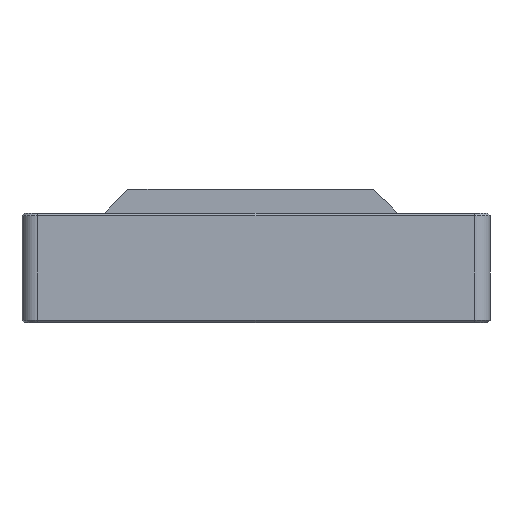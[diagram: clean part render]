
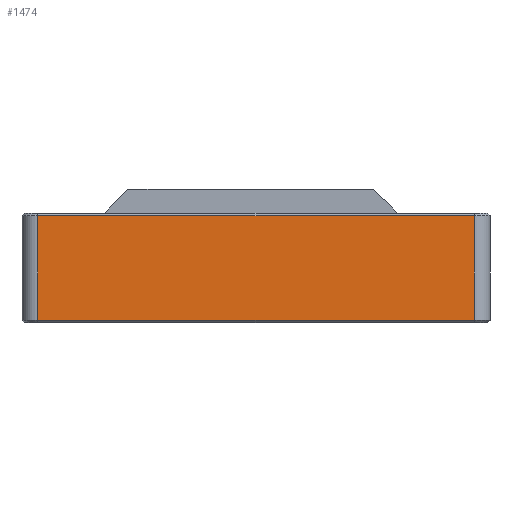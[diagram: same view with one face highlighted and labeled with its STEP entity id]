
A CAD part, front view. The second image highlights one B-rep face of the part: STEP entity #1474.
In plain terms, the highlighted planar face has unit normal (0, -1, 0).
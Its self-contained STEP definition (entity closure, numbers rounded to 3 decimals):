
#1375 = VERTEX_POINT('',#1376);
#1376 = CARTESIAN_POINT('',(-27.13,-50.247,
    -5.979));
#1400 = VERTEX_POINT('',#1401);
#1401 = CARTESIAN_POINT('',(28.67,-50.247,
    -5.979));
#1407 = EDGE_CURVE('',#1400,#1375,#1408,.T.);
#1408 = LINE('',#1409,#1410);
#1409 = CARTESIAN_POINT('',(0.77,-50.247,
    -5.979));
#1410 = VECTOR('',#1411,1.);
#1411 = DIRECTION('',(-1.,0.,0.));
#1447 = EDGE_CURVE('',#1375,#1448,#1450,.T.);
#1448 = VERTEX_POINT('',#1449);
#1449 = CARTESIAN_POINT('',(-27.13,-50.247,
    7.421));
#1450 = LINE('',#1451,#1452);
#1451 = CARTESIAN_POINT('',(-27.13,-50.247,
    5.221));
#1452 = VECTOR('',#1453,1.);
#1453 = DIRECTION('',(0.,0.,1.));
#1474 = ADVANCED_FACE('',(#1475),#1493,.F.);
#1475 = FACE_BOUND('',#1476,.T.);
#1476 = EDGE_LOOP('',(#1477,#1478,#1486,#1492));
#1477 = ORIENTED_EDGE('',*,*,#1407,.F.);
#1478 = ORIENTED_EDGE('',*,*,#1479,.F.);
#1479 = EDGE_CURVE('',#1480,#1400,#1482,.T.);
#1480 = VERTEX_POINT('',#1481);
#1481 = CARTESIAN_POINT('',(28.67,-50.247,
    7.421));
#1482 = LINE('',#1483,#1484);
#1483 = CARTESIAN_POINT('',(28.67,-50.247,
    5.221));
#1484 = VECTOR('',#1485,1.);
#1485 = DIRECTION('',(0.,0.,-1.));
#1486 = ORIENTED_EDGE('',*,*,#1487,.F.);
#1487 = EDGE_CURVE('',#1448,#1480,#1488,.T.);
#1488 = LINE('',#1489,#1490);
#1489 = CARTESIAN_POINT('',(15.395,-50.247,
    7.421));
#1490 = VECTOR('',#1491,1.);
#1491 = DIRECTION('',(1.,0.,0.));
#1492 = ORIENTED_EDGE('',*,*,#1447,.F.);
#1493 = PLANE('',#1494);
#1494 = AXIS2_PLACEMENT_3D('',#1495,#1496,#1497);
#1495 = CARTESIAN_POINT('',(0.77,-50.247,
    5.221));
#1496 = DIRECTION('',(0.,1.,0.));
#1497 = DIRECTION('',(0.,0.,1.));
